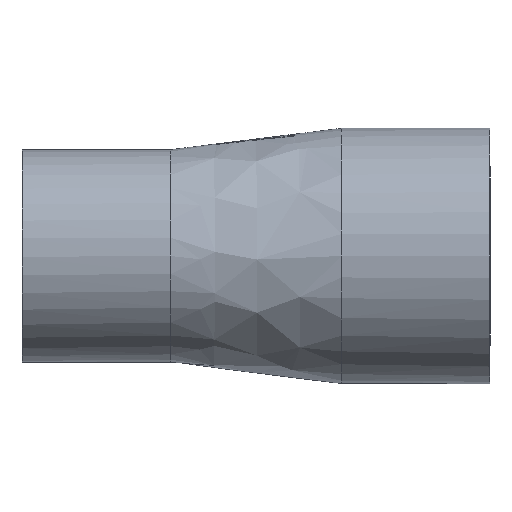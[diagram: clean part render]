
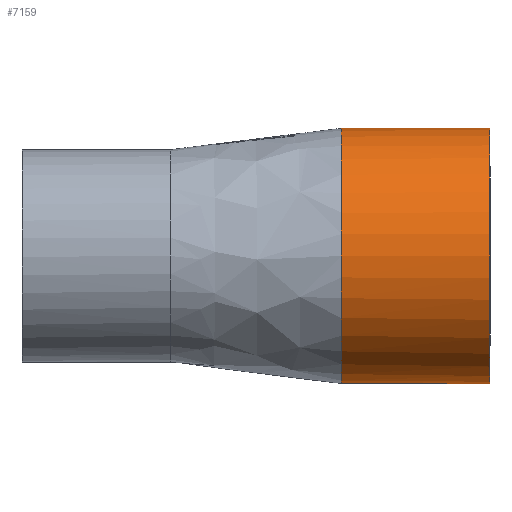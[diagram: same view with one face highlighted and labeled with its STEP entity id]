
A CAD part, front view. The second image highlights one B-rep face of the part: STEP entity #7159.
In plain terms, the highlighted cylindrical face has radius 38.1 mm (diameter 76.2 mm), a full revolution.
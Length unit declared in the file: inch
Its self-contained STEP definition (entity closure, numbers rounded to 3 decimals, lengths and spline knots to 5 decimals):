
#16=CYLINDRICAL_SURFACE('',#7397,1.5);
#444=FACE_BOUND('',#2040,.T.);
#1615=FACE_OUTER_BOUND('',#2039,.T.);
#2039=EDGE_LOOP('',(#6705,#6706));
#2040=EDGE_LOOP('',(#6707));
#2098=CIRCLE('',#7232,1.5);
#2099=CIRCLE('',#7233,1.5);
#2119=CIRCLE('',#7398,1.5);
#2973=VERTEX_POINT('',#10147);
#2974=VERTEX_POINT('',#10150);
#3436=VERTEX_POINT('',#17117);
#3704=EDGE_CURVE('',#2974,#2973,#2098,.T.);
#3705=EDGE_CURVE('',#2973,#2974,#2099,.T.);
#4527=EDGE_CURVE('',#3436,#3436,#2119,.T.);
#6705=ORIENTED_EDGE('',*,*,#3704,.T.);
#6706=ORIENTED_EDGE('',*,*,#3705,.T.);
#6707=ORIENTED_EDGE('',*,*,#4527,.F.);
#7159=ADVANCED_FACE('',(#1615,#444),#16,.T.);
#7232=AXIS2_PLACEMENT_3D('',#10151,#7552,#7553);
#7233=AXIS2_PLACEMENT_3D('',#10152,#7554,#7555);
#7397=AXIS2_PLACEMENT_3D('',#17116,#8235,#8236);
#7398=AXIS2_PLACEMENT_3D('',#17118,#8237,#8238);
#7552=DIRECTION('center_axis',(1.,0.,0.));
#7553=DIRECTION('ref_axis',(0.,0.,
-1.));
#7554=DIRECTION('center_axis',(1.,0.,0.));
#7555=DIRECTION('ref_axis',(0.,0.,
-1.));
#8235=DIRECTION('center_axis',(-1.,0.,0.));
#8236=DIRECTION('ref_axis',(0.,0.,
-1.));
#8237=DIRECTION('center_axis',(1.,0.,0.));
#8238=DIRECTION('ref_axis',(0.,0.,
-1.));
#10147=CARTESIAN_POINT('',(2.,0.22727,1.49983));
#10150=CARTESIAN_POINT('',(2.,-1.25,0.));
#10151=CARTESIAN_POINT('Origin',(2.,0.25,0.));
#10152=CARTESIAN_POINT('Origin',(2.,0.25,0.));
#17116=CARTESIAN_POINT('Origin',(3.75,0.25,0.));
#17117=CARTESIAN_POINT('',(3.75,0.25,1.5));
#17118=CARTESIAN_POINT('Origin',(3.75,0.25,0.));
